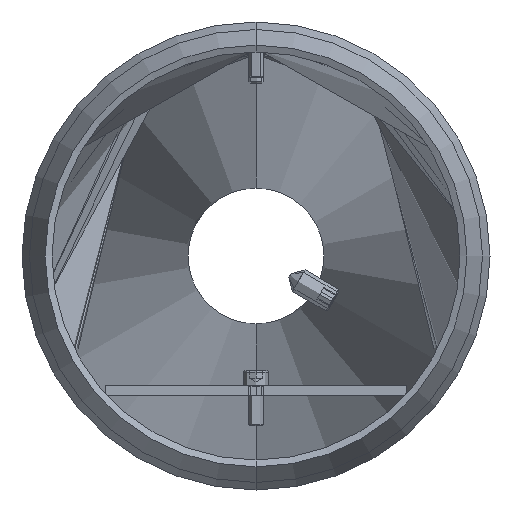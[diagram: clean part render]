
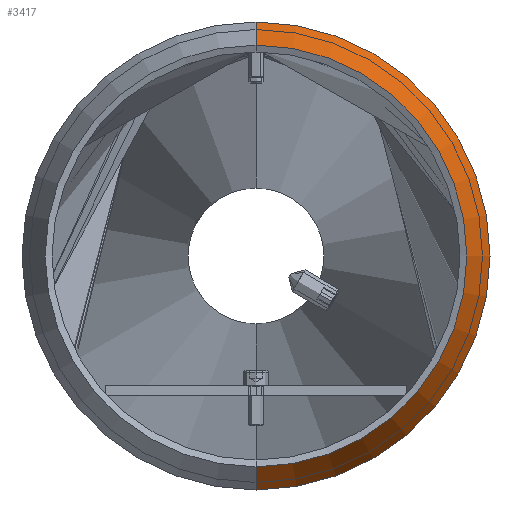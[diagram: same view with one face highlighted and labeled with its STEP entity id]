
A CAD part, front view. The second image highlights one B-rep face of the part: STEP entity #3417.
In plain terms, the highlighted conical face has half-angle 24.711 degrees and reference radius 93 mm.
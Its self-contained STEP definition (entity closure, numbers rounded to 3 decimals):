
#65 = VERTEX_POINT ( 'NONE', #3606 ) ;
#131 = DIRECTION ( 'NONE',  ( 0., 0., -1. ) ) ;
#173 = VECTOR ( 'NONE', #3962, 1000. ) ;
#559 = CARTESIAN_POINT ( 'NONE',  ( 0., 20., 0. ) ) ;
#563 = DIRECTION ( 'NONE',  ( 0., 0., 1. ) ) ;
#583 = DIRECTION ( 'NONE',  ( 0., -1., 0. ) ) ;
#718 = ORIENTED_EDGE ( 'NONE', *, *, #2936, .T. ) ;
#1223 = CARTESIAN_POINT ( 'NONE',  ( 0., 20., 93. ) ) ;
#1235 = EDGE_LOOP ( 'NONE', ( #4544, #1657, #718, #3117 ) ) ;
#1281 = AXIS2_PLACEMENT_3D ( 'NONE', #559, #583, #131 ) ;
#1506 = VERTEX_POINT ( 'NONE', #4621 ) ;
#1594 = VECTOR ( 'NONE', #3403, 1000. ) ;
#1657 = ORIENTED_EDGE ( 'NONE', *, *, #4286, .T. ) ;
#1692 = DIRECTION ( 'NONE',  ( 0., -1., 0. ) ) ;
#1708 = VERTEX_POINT ( 'NONE', #3599 ) ;
#1761 = CARTESIAN_POINT ( 'NONE',  ( 0., 20., 93. ) ) ;
#1812 = AXIS2_PLACEMENT_3D ( 'NONE', #2020, #1692, #3493 ) ;
#1980 = CIRCLE ( 'NONE', #1281, 93. ) ;
#2020 = CARTESIAN_POINT ( 'NONE',  ( 0., 0., 0. ) ) ;
#2447 = CARTESIAN_POINT ( 'NONE',  ( 0., 20., -93. ) ) ;
#2511 = EDGE_CURVE ( 'NONE', #65, #1708, #3297, .T. ) ;
#2767 = CARTESIAN_POINT ( 'NONE',  ( 0., 20., 0. ) ) ;
#2812 = AXIS2_PLACEMENT_3D ( 'NONE', #2767, #3933, #563 ) ;
#2863 = LINE ( 'NONE', #2447, #173 ) ;
#2936 = EDGE_CURVE ( 'NONE', #1506, #4343, #1980, .T. ) ;
#3117 = ORIENTED_EDGE ( 'NONE', *, *, #3189, .F. ) ;
#3189 = EDGE_CURVE ( 'NONE', #1708, #4343, #3450, .T. ) ;
#3297 = CIRCLE ( 'NONE', #1812, 83.796 ) ;
#3403 = DIRECTION ( 'NONE',  ( 0., 0.908, 0.418 ) ) ;
#3417 = ADVANCED_FACE ( 'NONE', ( #4732 ), #4072, .T. ) ;
#3450 = LINE ( 'NONE', #1223, #1594 ) ;
#3493 = DIRECTION ( 'NONE',  ( 0., 0., -1. ) ) ;
#3599 = CARTESIAN_POINT ( 'NONE',  ( 0., 0., 83.796 ) ) ;
#3606 = CARTESIAN_POINT ( 'NONE',  ( 0., 0., -83.796 ) ) ;
#3933 = DIRECTION ( 'NONE',  ( 0., 1., 0. ) ) ;
#3962 = DIRECTION ( 'NONE',  ( 0., 0.908, -0.418 ) ) ;
#4072 = CONICAL_SURFACE ( 'NONE', #2812, 93., 0.431 ) ;
#4286 = EDGE_CURVE ( 'NONE', #65, #1506, #2863, .T. ) ;
#4343 = VERTEX_POINT ( 'NONE', #1761 ) ;
#4544 = ORIENTED_EDGE ( 'NONE', *, *, #2511, .F. ) ;
#4621 = CARTESIAN_POINT ( 'NONE',  ( 0., 20., -93. ) ) ;
#4732 = FACE_OUTER_BOUND ( 'NONE', #1235, .T. ) ;
